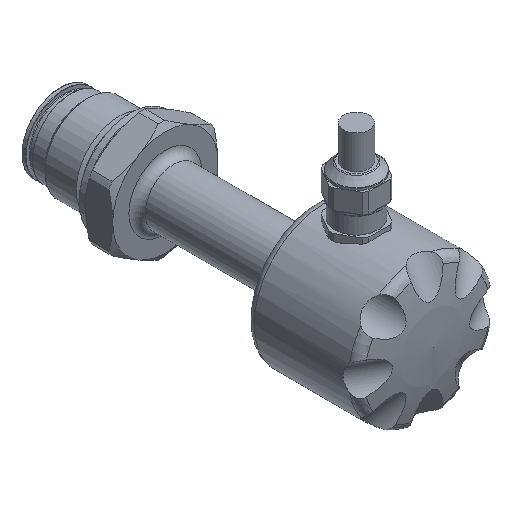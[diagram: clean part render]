
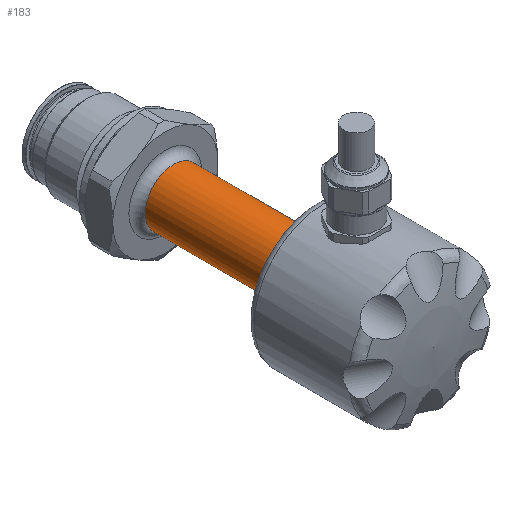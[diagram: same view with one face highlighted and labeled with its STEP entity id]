
A CAD part, isometric view. The second image highlights one B-rep face of the part: STEP entity #183.
In plain terms, the highlighted cylindrical face has radius 11 mm (diameter 22 mm), a full revolution.
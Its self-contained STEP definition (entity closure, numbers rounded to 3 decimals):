
#183 = ADVANCED_FACE( '', ( #463, #464 ), #465, .T. );
#463 = FACE_OUTER_BOUND( '', #866, .T. );
#464 = FACE_OUTER_BOUND( '', #867, .T. );
#465 = CYLINDRICAL_SURFACE( '', #868, 11. );
#866 = EDGE_LOOP( '', ( #1386 ) );
#867 = EDGE_LOOP( '', ( #1387 ) );
#868 = AXIS2_PLACEMENT_3D( '', #1388, #1389, #1390 );
#1386 = ORIENTED_EDGE( '', *, *, #2182, .T. );
#1387 = ORIENTED_EDGE( '', *, *, #2194, .T. );
#1388 = CARTESIAN_POINT( '', ( 0., -16.65, 0. ) );
#1389 = DIRECTION( '', ( 0., 1., 0. ) );
#1390 = DIRECTION( '', ( 0., 0., -1. ) );
#2182 = EDGE_CURVE( '', #2585, #2585, #2586, .T. );
#2194 = EDGE_CURVE( '', #2604, #2604, #2605, .F. );
#2585 = VERTEX_POINT( '', #3494 );
#2586 = CIRCLE( '', #3495, 11. );
#2604 = VERTEX_POINT( '', #3529 );
#2605 = CIRCLE( '', #3530, 11. );
#3494 = CARTESIAN_POINT( '', ( 0., -16.8, -11. ) );
#3495 = AXIS2_PLACEMENT_3D( '', #4529, #4530, #4531 );
#3529 = CARTESIAN_POINT( '', ( 0., -62.668, -11. ) );
#3530 = AXIS2_PLACEMENT_3D( '', #4543, #4544, #4545 );
#4529 = CARTESIAN_POINT( '', ( 0., -16.8, 0. ) );
#4530 = DIRECTION( '', ( 0., -1., 0. ) );
#4531 = DIRECTION( '', ( 0., 0., -1. ) );
#4543 = CARTESIAN_POINT( '', ( 0., -62.668, 0. ) );
#4544 = DIRECTION( '', ( 0., -1., 0. ) );
#4545 = DIRECTION( '', ( 0., 0., -1. ) );
